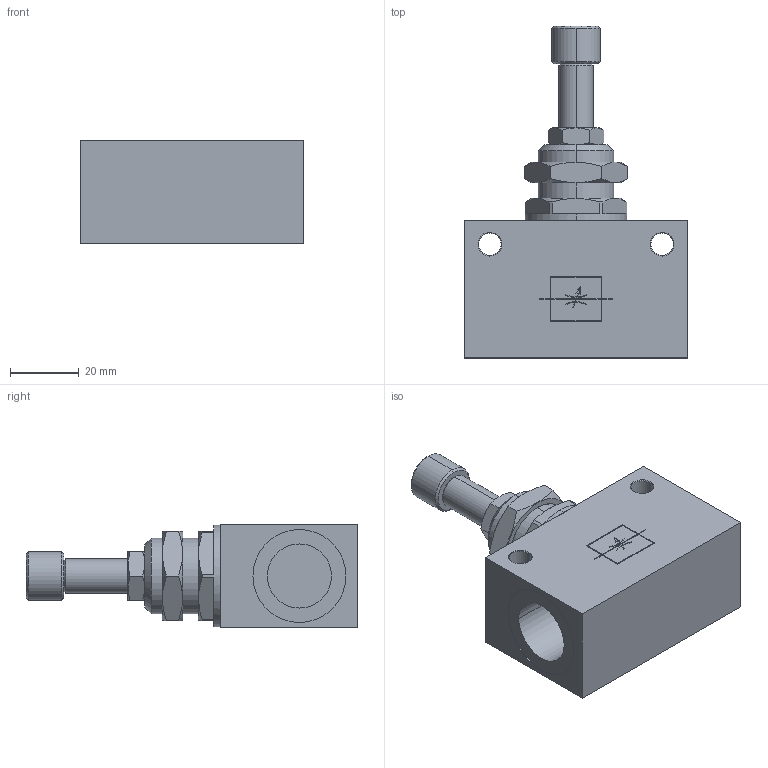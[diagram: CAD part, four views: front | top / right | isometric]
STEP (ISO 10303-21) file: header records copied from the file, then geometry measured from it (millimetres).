
FILE_DESCRIPTION (( 'STEP AP203' ), '1' );
FILE_NAME ('04110B04.STEP', '2010-04-14T11:49:16', ( '' ), ( 'sopra-pneumatic' ), 'SwSTEP 2.0', 'SolidWorks 2009', '' );
FILE_SCHEMA (( 'CONFIG_CONTROL_DESIGN' ));
Length unit declared in the file: millimetre
Products named in the file (1): 04110B04
Bounding box: 65 x 96.39 x 30 mm (x, y, z)
Volume: 81723.6 mm3; surface area: 18704.2 mm2
Topology: 1 solids, 3 shells, 176 faces, 440 edges, 286 vertices
Faces by surface type: plane 94, cylinder 46, cone 36
Entity records: 5679 total; most frequent: CARTESIAN_POINT 1387, ORIENTED_EDGE 880, DIRECTION 862, EDGE_CURVE 440, AXIS2_PLACEMENT_3D 307, VERTEX_POINT 286, VECTOR 248, LINE 248
